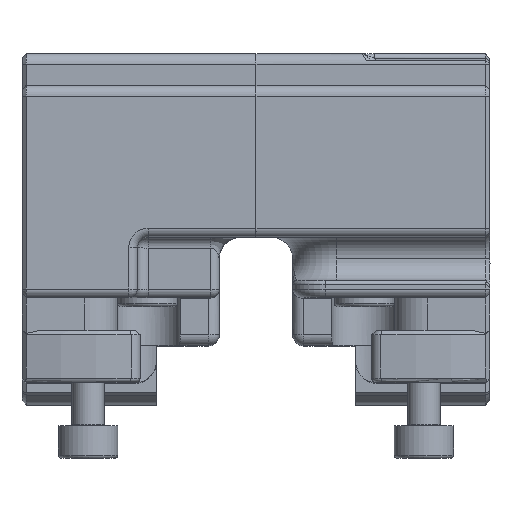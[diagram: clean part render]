
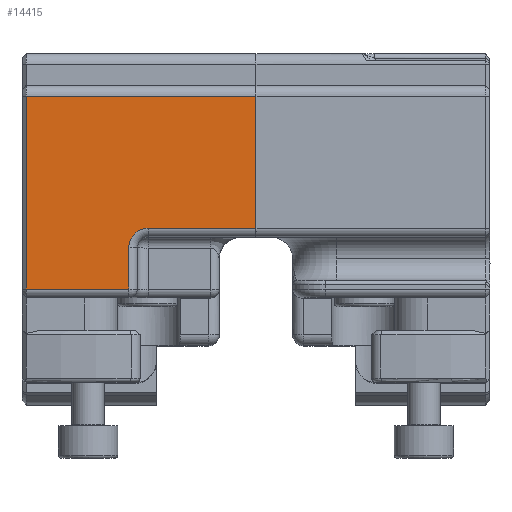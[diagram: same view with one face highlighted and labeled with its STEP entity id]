
A CAD part, top view. The second image highlights one B-rep face of the part: STEP entity #14415.
In plain terms, the highlighted planar face has unit normal (0, 0, 1).
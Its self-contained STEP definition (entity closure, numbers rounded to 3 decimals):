
#1181=FACE_OUTER_BOUND('',#2028,.T.);
#2028=EDGE_LOOP('',(#10436,#10437,#10438,#10439,#10440,#10441,#10442));
#2821=LINE('',#21175,#4065);
#3141=LINE('',#22047,#4385);
#3142=LINE('',#22052,#4386);
#3144=LINE('',#22061,#4388);
#3145=LINE('',#22063,#4389);
#3146=LINE('',#22065,#4390);
#4065=VECTOR('',#16997,10.);
#4385=VECTOR('',#17743,10.);
#4386=VECTOR('',#17750,10.);
#4388=VECTOR('',#17760,10.);
#4389=VECTOR('',#17761,10.);
#4390=VECTOR('',#17762,10.);
#5348=CIRCLE('',#15579,1.8);
#5900=VERTEX_POINT('',#21163);
#5905=VERTEX_POINT('',#21173);
#6168=VERTEX_POINT('',#22046);
#6169=VERTEX_POINT('',#22050);
#6172=VERTEX_POINT('',#22060);
#6173=VERTEX_POINT('',#22062);
#6174=VERTEX_POINT('',#22064);
#7352=EDGE_CURVE('',#5900,#5905,#2821,.T.);
#7759=EDGE_CURVE('',#5900,#6168,#3141,.T.);
#7762=EDGE_CURVE('',#6169,#5905,#3142,.T.);
#7766=EDGE_CURVE('',#6172,#6169,#3144,.T.);
#7767=EDGE_CURVE('',#6173,#6172,#3145,.T.);
#7768=EDGE_CURVE('',#6174,#6173,#3146,.T.);
#7769=EDGE_CURVE('',#6168,#6174,#5348,.T.);
#10436=ORIENTED_EDGE('',*,*,#7352,.T.);
#10437=ORIENTED_EDGE('',*,*,#7762,.F.);
#10438=ORIENTED_EDGE('',*,*,#7766,.F.);
#10439=ORIENTED_EDGE('',*,*,#7767,.F.);
#10440=ORIENTED_EDGE('',*,*,#7768,.F.);
#10441=ORIENTED_EDGE('',*,*,#7769,.F.);
#10442=ORIENTED_EDGE('',*,*,#7759,.F.);
#13936=PLANE('',#15578);
#14415=ADVANCED_FACE('',(#1181),#13936,.F.);
#15578=AXIS2_PLACEMENT_3D('',#22059,#17758,#17759);
#15579=AXIS2_PLACEMENT_3D('',#22066,#17763,#17764);
#16997=DIRECTION('',(-1.,0.,0.));
#17743=DIRECTION('',(0.,-1.,0.));
#17750=DIRECTION('',(0.,1.,0.));
#17758=DIRECTION('center_axis',(0.,0.,
-1.));
#17759=DIRECTION('ref_axis',(-1.,0.,0.));
#17760=DIRECTION('',(-1.,0.,0.));
#17761=DIRECTION('',(0.,-1.,0.));
#17762=DIRECTION('',(1.,0.,0.));
#17763=DIRECTION('center_axis',(0.,0.,
1.));
#17764=DIRECTION('ref_axis',(-0.707,-0.707,0.));
#21163=CARTESIAN_POINT('',(-59.629,128.542,40.967));
#21173=CARTESIAN_POINT('',(-71.829,128.542,40.967));
#21175=CARTESIAN_POINT('',(-56.679,128.542,40.967));
#22046=CARTESIAN_POINT('',(-59.629,118.592,40.967));
#22047=CARTESIAN_POINT('',(-59.629,129.842,40.967));
#22050=CARTESIAN_POINT('',(-71.829,107.342,40.967));
#22052=CARTESIAN_POINT('',(-71.829,118.542,40.967));
#22059=CARTESIAN_POINT('Origin',(-53.729,108.542,40.967));
#22060=CARTESIAN_POINT('',(-54.029,107.342,40.967));
#22061=CARTESIAN_POINT('',(-51.029,107.342,40.967));
#22062=CARTESIAN_POINT('',(-54.029,116.792,40.967));
#22063=CARTESIAN_POINT('',(-54.029,123.442,40.967));
#22064=CARTESIAN_POINT('',(-57.829,116.792,40.967));
#22065=CARTESIAN_POINT('',(-56.179,116.792,40.967));
#22066=CARTESIAN_POINT('Origin',(-57.829,118.592,40.967));
